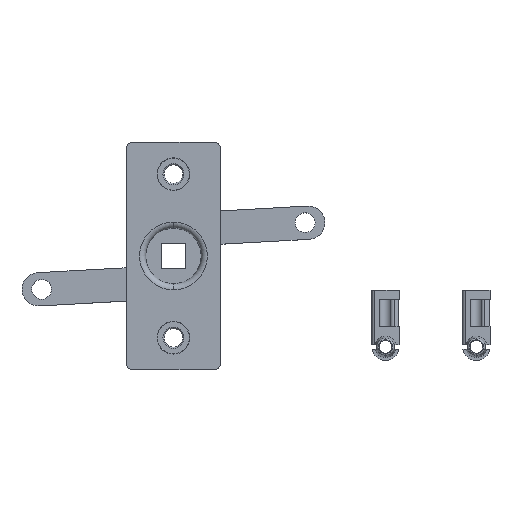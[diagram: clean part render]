
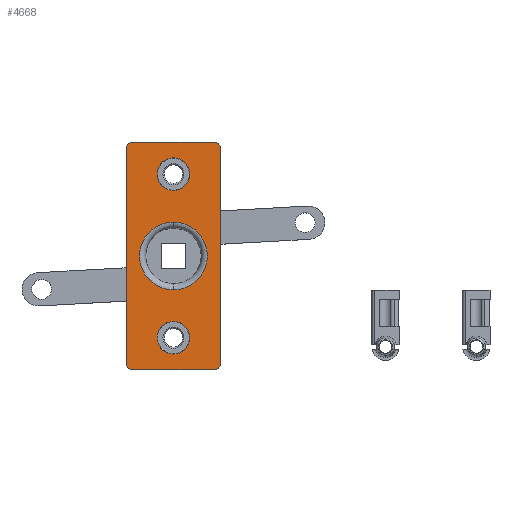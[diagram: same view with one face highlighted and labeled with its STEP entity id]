
A CAD part, top view. The second image highlights one B-rep face of the part: STEP entity #4668.
In plain terms, the highlighted planar face has unit normal (0, 0, 1).
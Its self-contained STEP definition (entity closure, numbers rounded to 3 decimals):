
#3 = CARTESIAN_POINT ( 'NONE',  ( -11.2, 0., 2. ) ) ;
#118 = DIRECTION ( 'NONE',  ( 1., 0., 0. ) ) ;
#128 = CIRCLE ( 'NONE', #3751, 2. ) ;
#130 = AXIS2_PLACEMENT_3D ( 'NONE', #5386, #1514, #118 ) ;
#202 = CARTESIAN_POINT ( 'NONE',  ( 0., 0., 2. ) ) ;
#212 = CARTESIAN_POINT ( 'NONE',  ( 35.5, 15.5, 2. ) ) ;
#225 = AXIS2_PLACEMENT_3D ( 'NONE', #5642, #2983, #2087 ) ;
#304 = VERTEX_POINT ( 'NONE', #4471 ) ;
#340 = LINE ( 'NONE', #1246, #5085 ) ;
#350 = ORIENTED_EDGE ( 'NONE', *, *, #4046, .T. ) ;
#398 = EDGE_CURVE ( 'NONE', #4911, #4731, #1459, .T. ) ;
#405 = FACE_OUTER_BOUND ( 'NONE', #4804, .T. ) ;
#507 = CARTESIAN_POINT ( 'NONE',  ( 21.6, 0., 2. ) ) ;
#542 = EDGE_CURVE ( 'NONE', #4848, #1796, #5045, .T. ) ;
#571 = CARTESIAN_POINT ( 'NONE',  ( -37.5, 13.5, 2. ) ) ;
#579 = DIRECTION ( 'NONE',  ( 1., 0., 0. ) ) ;
#660 = ORIENTED_EDGE ( 'NONE', *, *, #783, .T. ) ;
#758 = LINE ( 'NONE', #1389, #3027 ) ;
#783 = EDGE_CURVE ( 'NONE', #2600, #2884, #4772, .T. ) ;
#817 = CARTESIAN_POINT ( 'NONE',  ( 35.5, 13.5, 2. ) ) ;
#881 = FACE_BOUND ( 'NONE', #3421, .T. ) ;
#887 = LINE ( 'NONE', #3392, #4878 ) ;
#928 = ORIENTED_EDGE ( 'NONE', *, *, #5115, .T. ) ;
#987 = CARTESIAN_POINT ( 'NONE',  ( 35.5, -15.5, 2. ) ) ;
#1103 = DIRECTION ( 'NONE',  ( 1., 0., 0. ) ) ;
#1147 = FACE_BOUND ( 'NONE', #2488, .T. ) ;
#1246 = CARTESIAN_POINT ( 'NONE',  ( -37.5, -15.5, 2. ) ) ;
#1389 = CARTESIAN_POINT ( 'NONE',  ( 37.5, 15.5, 2. ) ) ;
#1390 = EDGE_CURVE ( 'NONE', #1796, #4848, #2864, .T. ) ;
#1452 = DIRECTION ( 'NONE',  ( 0., 0., -1. ) ) ;
#1459 = CIRCLE ( 'NONE', #4433, 2. ) ;
#1483 = ORIENTED_EDGE ( 'NONE', *, *, #2393, .T. ) ;
#1514 = DIRECTION ( 'NONE',  ( 0., 0., 1. ) ) ;
#1525 = ORIENTED_EDGE ( 'NONE', *, *, #2570, .T. ) ;
#1548 = VERTEX_POINT ( 'NONE', #5599 ) ;
#1601 = EDGE_CURVE ( 'NONE', #4793, #4911, #5566, .T. ) ;
#1611 = CARTESIAN_POINT ( 'NONE',  ( 37.5, 13.5, 2. ) ) ;
#1615 = ORIENTED_EDGE ( 'NONE', *, *, #542, .T. ) ;
#1796 = VERTEX_POINT ( 'NONE', #2764 ) ;
#1880 = EDGE_CURVE ( 'NONE', #5449, #2802, #758, .T. ) ;
#1962 = AXIS2_PLACEMENT_3D ( 'NONE', #3303, #2867, #5162 ) ;
#1973 = DIRECTION ( 'NONE',  ( 0., 0., -1. ) ) ;
#2071 = EDGE_CURVE ( 'NONE', #2802, #4793, #128, .T. ) ;
#2074 = AXIS2_PLACEMENT_3D ( 'NONE', #4186, #5077, #3320 ) ;
#2087 = DIRECTION ( 'NONE',  ( 1., 0., 0. ) ) ;
#2200 = AXIS2_PLACEMENT_3D ( 'NONE', #3385, #1973, #2483 ) ;
#2352 = DIRECTION ( 'NONE',  ( 1., 0., 0. ) ) ;
#2393 = EDGE_CURVE ( 'NONE', #304, #4241, #5092, .T. ) ;
#2483 = DIRECTION ( 'NONE',  ( 1., 0., 0. ) ) ;
#2488 = EDGE_LOOP ( 'NONE', ( #2520, #1615 ) ) ;
#2520 = ORIENTED_EDGE ( 'NONE', *, *, #1390, .T. ) ;
#2570 = EDGE_CURVE ( 'NONE', #5471, #5449, #3022, .T. ) ;
#2600 = VERTEX_POINT ( 'NONE', #3 ) ;
#2616 = DIRECTION ( 'NONE',  ( 1., 0., 0. ) ) ;
#2688 = CARTESIAN_POINT ( 'NONE',  ( 11.2, 0., 2. ) ) ;
#2719 = EDGE_LOOP ( 'NONE', ( #350, #660 ) ) ;
#2755 = CIRCLE ( 'NONE', #2200, 11.2 ) ;
#2764 = CARTESIAN_POINT ( 'NONE',  ( -21.6, 0., 2. ) ) ;
#2793 = ORIENTED_EDGE ( 'NONE', *, *, #4213, .T. ) ;
#2802 = VERTEX_POINT ( 'NONE', #1611 ) ;
#2827 = CARTESIAN_POINT ( 'NONE',  ( -27., 0., 2. ) ) ;
#2864 = CIRCLE ( 'NONE', #4262, 5.4 ) ;
#2865 = ORIENTED_EDGE ( 'NONE', *, *, #1601, .T. ) ;
#2867 = DIRECTION ( 'NONE',  ( 0., 0., 1. ) ) ;
#2883 = CIRCLE ( 'NONE', #5250, 5.4 ) ;
#2884 = VERTEX_POINT ( 'NONE', #2688 ) ;
#2921 = CARTESIAN_POINT ( 'NONE',  ( -35.5, -15.5, 2. ) ) ;
#2964 = CARTESIAN_POINT ( 'NONE',  ( -37.5, 15.5, 2. ) ) ;
#2983 = DIRECTION ( 'NONE',  ( 0., 0., -1. ) ) ;
#3007 = ORIENTED_EDGE ( 'NONE', *, *, #2071, .T. ) ;
#3022 = CIRCLE ( 'NONE', #1962, 2. ) ;
#3027 = VECTOR ( 'NONE', #5268, 1000. ) ;
#3105 = DIRECTION ( 'NONE',  ( 0., 0., 1. ) ) ;
#3212 = CARTESIAN_POINT ( 'NONE',  ( -35.5, 13.5, 2. ) ) ;
#3245 = CARTESIAN_POINT ( 'NONE',  ( -27., 0., 2. ) ) ;
#3303 = CARTESIAN_POINT ( 'NONE',  ( 35.5, -13.5, 2. ) ) ;
#3320 = DIRECTION ( 'NONE',  ( 1., 0., 0. ) ) ;
#3385 = CARTESIAN_POINT ( 'NONE',  ( 0., 0., 2. ) ) ;
#3392 = CARTESIAN_POINT ( 'NONE',  ( -37.5, 15.5, 2. ) ) ;
#3421 = EDGE_LOOP ( 'NONE', ( #928, #5618 ) ) ;
#3606 = CARTESIAN_POINT ( 'NONE',  ( 37.5, -13.5, 2. ) ) ;
#3751 = AXIS2_PLACEMENT_3D ( 'NONE', #817, #3105, #2616 ) ;
#3811 = DIRECTION ( 'NONE',  ( 0., -1., 0. ) ) ;
#3868 = DIRECTION ( 'NONE',  ( 0., 0., -1. ) ) ;
#3904 = DIRECTION ( 'NONE',  ( 1., 0., 0. ) ) ;
#4035 = ORIENTED_EDGE ( 'NONE', *, *, #1880, .T. ) ;
#4046 = EDGE_CURVE ( 'NONE', #2884, #2600, #2755, .T. ) ;
#4176 = CARTESIAN_POINT ( 'NONE',  ( -32.4, 0., 2. ) ) ;
#4177 = EDGE_CURVE ( 'NONE', #4241, #5471, #340, .T. ) ;
#4186 = CARTESIAN_POINT ( 'NONE',  ( -35.5, -13.5, 2. ) ) ;
#4213 = EDGE_CURVE ( 'NONE', #4731, #304, #887, .T. ) ;
#4241 = VERTEX_POINT ( 'NONE', #2921 ) ;
#4262 = AXIS2_PLACEMENT_3D ( 'NONE', #2827, #5387, #2352 ) ;
#4285 = DIRECTION ( 'NONE',  ( -1., 0., 0. ) ) ;
#4305 = ORIENTED_EDGE ( 'NONE', *, *, #4177, .T. ) ;
#4433 = AXIS2_PLACEMENT_3D ( 'NONE', #3212, #4966, #579 ) ;
#4471 = CARTESIAN_POINT ( 'NONE',  ( -37.5, -13.5, 2. ) ) ;
#4492 = VERTEX_POINT ( 'NONE', #507 ) ;
#4590 = CARTESIAN_POINT ( 'NONE',  ( -35.5, 15.5, 2. ) ) ;
#4668 = ADVANCED_FACE ( 'NONE', ( #881, #1147, #5416, #405 ), #5291, .T. ) ;
#4726 = CARTESIAN_POINT ( 'NONE',  ( 27., 0., 2. ) ) ;
#4731 = VERTEX_POINT ( 'NONE', #571 ) ;
#4772 = CIRCLE ( 'NONE', #4781, 11.2 ) ;
#4781 = AXIS2_PLACEMENT_3D ( 'NONE', #202, #5072, #1103 ) ;
#4793 = VERTEX_POINT ( 'NONE', #212 ) ;
#4804 = EDGE_LOOP ( 'NONE', ( #4305, #1525, #4035, #3007, #2865, #5670, #2793, #1483 ) ) ;
#4848 = VERTEX_POINT ( 'NONE', #4176 ) ;
#4878 = VECTOR ( 'NONE', #3811, 1000. ) ;
#4893 = AXIS2_PLACEMENT_3D ( 'NONE', #3245, #1452, #4977 ) ;
#4911 = VERTEX_POINT ( 'NONE', #4590 ) ;
#4956 = DIRECTION ( 'NONE',  ( 1., 0., 0. ) ) ;
#4966 = DIRECTION ( 'NONE',  ( 0., 0., 1. ) ) ;
#4977 = DIRECTION ( 'NONE',  ( 1., 0., 0. ) ) ;
#5014 = VECTOR ( 'NONE', #4285, 1000. ) ;
#5045 = CIRCLE ( 'NONE', #4893, 5.4 ) ;
#5072 = DIRECTION ( 'NONE',  ( 0., 0., -1. ) ) ;
#5077 = DIRECTION ( 'NONE',  ( 0., 0., 1. ) ) ;
#5085 = VECTOR ( 'NONE', #4956, 1000. ) ;
#5092 = CIRCLE ( 'NONE', #2074, 2. ) ;
#5115 = EDGE_CURVE ( 'NONE', #1548, #4492, #5551, .T. ) ;
#5154 = EDGE_CURVE ( 'NONE', #4492, #1548, #2883, .T. ) ;
#5162 = DIRECTION ( 'NONE',  ( 1., 0., 0. ) ) ;
#5250 = AXIS2_PLACEMENT_3D ( 'NONE', #4726, #3868, #3904 ) ;
#5268 = DIRECTION ( 'NONE',  ( 0., 1., 0. ) ) ;
#5291 = PLANE ( 'NONE',  #130 ) ;
#5386 = CARTESIAN_POINT ( 'NONE',  ( -37.5, -15.5, 2. ) ) ;
#5387 = DIRECTION ( 'NONE',  ( 0., 0., -1. ) ) ;
#5416 = FACE_BOUND ( 'NONE', #2719, .T. ) ;
#5449 = VERTEX_POINT ( 'NONE', #3606 ) ;
#5471 = VERTEX_POINT ( 'NONE', #987 ) ;
#5551 = CIRCLE ( 'NONE', #225, 5.4 ) ;
#5566 = LINE ( 'NONE', #2964, #5014 ) ;
#5599 = CARTESIAN_POINT ( 'NONE',  ( 32.4, 0., 2. ) ) ;
#5618 = ORIENTED_EDGE ( 'NONE', *, *, #5154, .T. ) ;
#5642 = CARTESIAN_POINT ( 'NONE',  ( 27., 0., 2. ) ) ;
#5670 = ORIENTED_EDGE ( 'NONE', *, *, #398, .T. ) ;
